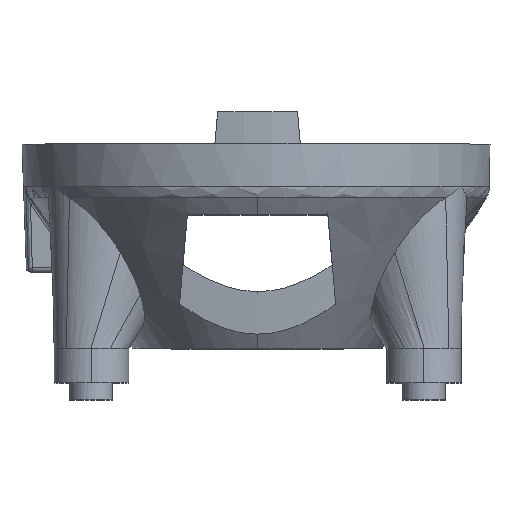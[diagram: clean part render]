
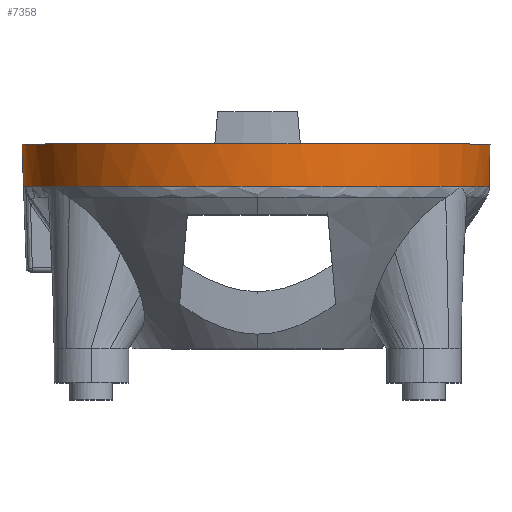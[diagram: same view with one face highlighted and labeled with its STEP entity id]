
A CAD part, top view. The second image highlights one B-rep face of the part: STEP entity #7358.
In plain terms, the highlighted conical face has half-angle 2 degrees and reference radius 11.05 mm.
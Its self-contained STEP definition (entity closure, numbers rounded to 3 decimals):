
#193 = CIRCLE ( 'NONE', #2917, 11.05 ) ;
#204 =( BOUNDED_CURVE ( )  B_SPLINE_CURVE ( 3, ( #567, #4081, #1156, #5245 ),
 .UNSPECIFIED., .F., .F. ) 
 B_SPLINE_CURVE_WITH_KNOTS ( ( 4, 4 ),
 ( 0., 1. ),
 .UNSPECIFIED. ) 
 CURVE ( )  GEOMETRIC_REPRESENTATION_ITEM ( )  RATIONAL_B_SPLINE_CURVE ( ( 1., 0.987, 0.987, 1. ) ) 
 REPRESENTATION_ITEM ( '' )  );
#342 = DIRECTION ( 'NONE',  ( 0., 1., 0. ) ) ;
#425 = VECTOR ( 'NONE', #2409, 1000. ) ;
#470 = VERTEX_POINT ( 'NONE', #6625 ) ;
#494 = VERTEX_POINT ( 'NONE', #2574 ) ;
#496 = EDGE_CURVE ( 'NONE', #470, #4697, #5218, .T. ) ;
#567 = CARTESIAN_POINT ( 'NONE',  ( 10.883, -1.99, 1.456 ) ) ;
#614 = CARTESIAN_POINT ( 'NONE',  ( 0., 0., 0. ) ) ;
#632 = EDGE_LOOP ( 'NONE', ( #5100, #4076, #1860, #4756, #2163, #2398, #1840, #1988, #4535, #6521 ) ) ;
#772 = AXIS2_PLACEMENT_3D ( 'NONE', #614, #4709, #1198 ) ;
#956 = CONICAL_SURFACE ( 'NONE', #6266, 11.05, 0.035 ) ;
#1016 = B_SPLINE_CURVE_WITH_KNOTS ( 'NONE', 3,
 ( #6477, #4119, #7066, #3563 ),
 .UNSPECIFIED., .F., .F.,
 ( 4, 4 ),
 ( 0., 1. ),
 .UNSPECIFIED. ) ;
#1120 = EDGE_CURVE ( 'NONE', #494, #4720, #193, .T. ) ;
#1156 = CARTESIAN_POINT ( 'NONE',  ( 10.229, -1.99, 4.243 ) ) ;
#1198 = DIRECTION ( 'NONE',  ( -1., 0., 0. ) ) ;
#1251 = CARTESIAN_POINT ( 'NONE',  ( -11.05, 0., 0. ) ) ;
#1380 = EDGE_CURVE ( 'NONE', #470, #3544, #204, .T. ) ;
#1402 = VERTEX_POINT ( 'NONE', #7236 ) ;
#1476 = VERTEX_POINT ( 'NONE', #6891 ) ;
#1519 = CARTESIAN_POINT ( 'NONE',  ( -10.872, -1.991, 1.538 ) ) ;
#1536 = DIRECTION ( 'NONE',  ( 0., -1., 0. ) ) ;
#1633 = CARTESIAN_POINT ( 'NONE',  ( 0., 0., 0. ) ) ;
#1820 =( BOUNDED_CURVE ( )  B_SPLINE_CURVE ( 3, ( #6005, #3030, #3094, #7201 ),
 .UNSPECIFIED., .F., .F. ) 
 B_SPLINE_CURVE_WITH_KNOTS ( ( 4, 4 ),
 ( 0., 1. ),
 .UNSPECIFIED. ) 
 CURVE ( )  GEOMETRIC_REPRESENTATION_ITEM ( )  RATIONAL_B_SPLINE_CURVE ( ( 1., 0.667, 0.667, 1. ) ) 
 REPRESENTATION_ITEM ( '' )  );
#1840 = ORIENTED_EDGE ( 'NONE', *, *, #496, .T. ) ;
#1860 = ORIENTED_EDGE ( 'NONE', *, *, #5832, .F. ) ;
#1981 = CARTESIAN_POINT ( 'NONE',  ( -11.05, 0., 0. ) ) ;
#1988 = ORIENTED_EDGE ( 'NONE', *, *, #7039, .T. ) ;
#1995 = AXIS2_PLACEMENT_3D ( 'NONE', #5034, #1536, #5619 ) ;
#2163 = ORIENTED_EDGE ( 'NONE', *, *, #5998, .T. ) ;
#2227 = DIRECTION ( 'NONE',  ( -1., 0., 0. ) ) ;
#2398 = ORIENTED_EDGE ( 'NONE', *, *, #1380, .F. ) ;
#2409 = DIRECTION ( 'NONE',  ( -0.035, 0.999, 0. ) ) ;
#2441 = CARTESIAN_POINT ( 'NONE',  ( 1.996, 0., 10.868 ) ) ;
#2574 = CARTESIAN_POINT ( 'NONE',  ( -1.996, 0., 10.868 ) ) ;
#2695 = CARTESIAN_POINT ( 'NONE',  ( -10.981, -1.99, 0. ) ) ;
#2698 = DIRECTION ( 'NONE',  ( 0., -1., 0. ) ) ;
#2885 = FACE_OUTER_BOUND ( 'NONE', #632, .T. ) ;
#2917 = AXIS2_PLACEMENT_3D ( 'NONE', #6211, #2698, #6808 ) ;
#3030 = CARTESIAN_POINT ( 'NONE',  ( 4.755, -1.99, 13.726 ) ) ;
#3094 = CARTESIAN_POINT ( 'NONE',  ( -4.755, -1.99, 13.726 ) ) ;
#3159 = CARTESIAN_POINT ( 'NONE',  ( 10.891, -1.342, 1.571 ) ) ;
#3175 = CIRCLE ( 'NONE', #6207, 11.05 ) ;
#3383 = CARTESIAN_POINT ( 'NONE',  ( -9.51, -1.99, 5.49 ) ) ;
#3544 = VERTEX_POINT ( 'NONE', #6578 ) ;
#3563 = CARTESIAN_POINT ( 'NONE',  ( 9.511, -1.991, 5.488 ) ) ;
#3758 = CARTESIAN_POINT ( 'NONE',  ( 10.901, 0., 1.807 ) ) ;
#4014 = VERTEX_POINT ( 'NONE', #3383 ) ;
#4076 = ORIENTED_EDGE ( 'NONE', *, *, #6541, .F. ) ;
#4081 = CARTESIAN_POINT ( 'NONE',  ( 10.693, -1.99, 2.881 ) ) ;
#4119 = CARTESIAN_POINT ( 'NONE',  ( 9.51, -1.991, 5.49 ) ) ;
#4441 = DIRECTION ( 'NONE',  ( -1., 0., 0. ) ) ;
#4492 = VERTEX_POINT ( 'NONE', #2441 ) ;
#4535 = ORIENTED_EDGE ( 'NONE', *, *, #5202, .F. ) ;
#4697 = VERTEX_POINT ( 'NONE', #5500 ) ;
#4709 = DIRECTION ( 'NONE',  ( 0., -1., 0. ) ) ;
#4720 = VERTEX_POINT ( 'NONE', #1981 ) ;
#4756 = ORIENTED_EDGE ( 'NONE', *, *, #6245, .F. ) ;
#4771 = B_SPLINE_CURVE_WITH_KNOTS ( 'NONE', 3,
 ( #1519, #5018, #6206, #2695 ),
 .UNSPECIFIED., .F., .F.,
 ( 4, 4 ),
 ( 0., 0.5 ),
 .UNSPECIFIED. ) ;
#4812 = CIRCLE ( 'NONE', #1995, 10.98 ) ;
#4951 = EDGE_CURVE ( 'NONE', #1476, #4720, #6661, .T. ) ;
#5018 = CARTESIAN_POINT ( 'NONE',  ( -10.945, -1.99, 1.029 ) ) ;
#5034 = CARTESIAN_POINT ( 'NONE',  ( 0., -1.99, 0. ) ) ;
#5100 = ORIENTED_EDGE ( 'NONE', *, *, #4951, .F. ) ;
#5202 = EDGE_CURVE ( 'NONE', #494, #4492, #3175, .T. ) ;
#5218 = B_SPLINE_CURVE_WITH_KNOTS ( 'NONE', 3,
 ( #6674, #3159, #7270, #3758 ),
 .UNSPECIFIED., .F., .F.,
 ( 4, 4 ),
 ( 0., 1. ),
 .UNSPECIFIED. ) ;
#5245 = CARTESIAN_POINT ( 'NONE',  ( 9.511, -1.991, 5.488 ) ) ;
#5500 = CARTESIAN_POINT ( 'NONE',  ( 10.901, 0., 1.807 ) ) ;
#5619 = DIRECTION ( 'NONE',  ( -1., 0., 0. ) ) ;
#5717 = DIRECTION ( 'NONE',  ( 0., 1., 0. ) ) ;
#5832 = EDGE_CURVE ( 'NONE', #4014, #6933, #4812, .T. ) ;
#5998 = EDGE_CURVE ( 'NONE', #1402, #3544, #1016, .T. ) ;
#6005 = CARTESIAN_POINT ( 'NONE',  ( 9.509, -1.99, 5.49 ) ) ;
#6206 = CARTESIAN_POINT ( 'NONE',  ( -10.981, -1.99, 0.514 ) ) ;
#6207 = AXIS2_PLACEMENT_3D ( 'NONE', #1633, #5717, #2227 ) ;
#6211 = CARTESIAN_POINT ( 'NONE',  ( 0., 0., 0. ) ) ;
#6245 = EDGE_CURVE ( 'NONE', #1402, #4014, #1820, .T. ) ;
#6266 = AXIS2_PLACEMENT_3D ( 'NONE', #6773, #342, #4441 ) ;
#6477 = CARTESIAN_POINT ( 'NONE',  ( 9.509, -1.99, 5.49 ) ) ;
#6521 = ORIENTED_EDGE ( 'NONE', *, *, #1120, .T. ) ;
#6541 = EDGE_CURVE ( 'NONE', #6933, #1476, #4771, .T. ) ;
#6551 = CIRCLE ( 'NONE', #772, 11.05 ) ;
#6578 = CARTESIAN_POINT ( 'NONE',  ( 9.511, -1.991, 5.488 ) ) ;
#6625 = CARTESIAN_POINT ( 'NONE',  ( 10.883, -1.99, 1.456 ) ) ;
#6661 = LINE ( 'NONE', #1251, #425 ) ;
#6674 = CARTESIAN_POINT ( 'NONE',  ( 10.883, -1.99, 1.456 ) ) ;
#6773 = CARTESIAN_POINT ( 'NONE',  ( 0., 0., 0. ) ) ;
#6808 = DIRECTION ( 'NONE',  ( -1., 0., 0. ) ) ;
#6891 = CARTESIAN_POINT ( 'NONE',  ( -10.981, -1.99, 0. ) ) ;
#6933 = VERTEX_POINT ( 'NONE', #7558 ) ;
#7039 = EDGE_CURVE ( 'NONE', #4697, #4492, #6551, .T. ) ;
#7066 = CARTESIAN_POINT ( 'NONE',  ( 9.51, -1.991, 5.489 ) ) ;
#7201 = CARTESIAN_POINT ( 'NONE',  ( -9.51, -1.99, 5.49 ) ) ;
#7236 = CARTESIAN_POINT ( 'NONE',  ( 9.509, -1.99, 5.49 ) ) ;
#7270 = CARTESIAN_POINT ( 'NONE',  ( 10.897, -0.679, 1.688 ) ) ;
#7358 = ADVANCED_FACE ( 'NONE', ( #2885 ), #956, .T. ) ;
#7558 = CARTESIAN_POINT ( 'NONE',  ( -10.872, -1.991, 1.538 ) ) ;
